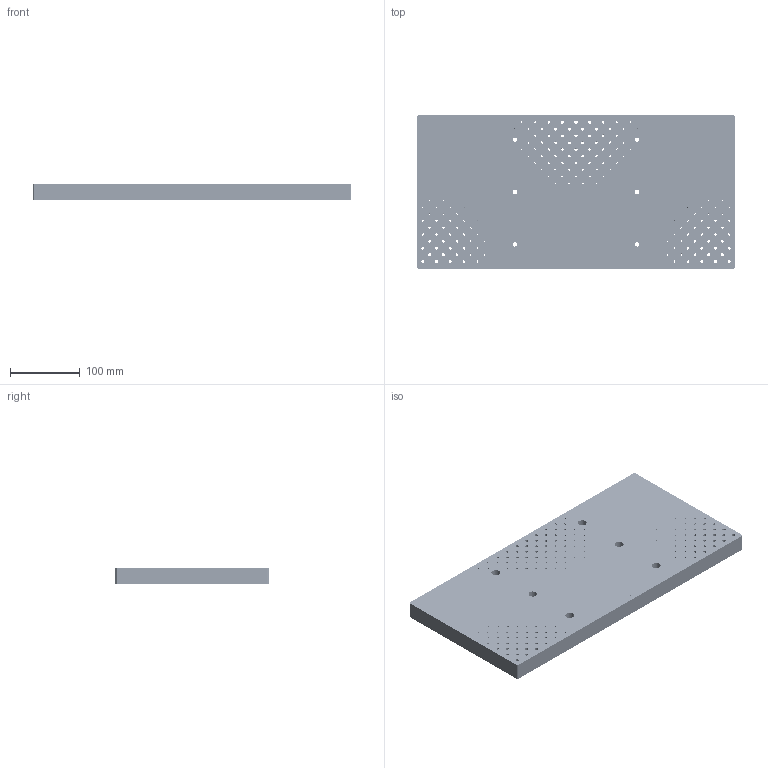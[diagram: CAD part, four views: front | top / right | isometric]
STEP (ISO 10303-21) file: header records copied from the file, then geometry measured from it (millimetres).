
FILE_DESCRIPTION(/* description */ (''),/* implementation_level */ '2;1');
FILE_NAME(/* name */ 'Makerdreams_EVO-ONE_18x9.step',/* time_stamp */ '2022-04-22T13:52:35-04:00',/* author */ (''),/* organization */ (''),/* preprocessor_version */ 'ST-DEVELOPER v18.1',/* originating_system */ 'Autodesk Translation Framework v10.14.0.1471',/* authorisation */ '');
FILE_SCHEMA (('AUTOMOTIVE_DESIGN { 1 0 10303 214 3 1 1 }'));
Length unit declared in the file: inch
Products named in the file (7): Evo-One Plate INCH; Evo-One Plate INCH_1; Evo-One Plate METRIC; Fixture Plate (18x9 stock); SMW v5; Solid; SMW v5 (1)
Assembly tree (6 placements, depth 4):
  Evo-One Plate INCH
    Evo-One Plate INCH_1
    Evo-One Plate METRIC
      Fixture Plate (18x9 stock)
      SMW v5
        Solid
        SMW v5 (1)
Bounding box: 457.2 x 220 x 24.13 mm (x, y, z)
Surface area: 809864.1 mm2
Topology: 2 solids, 2 shells, 1218 faces, 3582 edges, 2388 vertices
Faces by surface type: cylinder 1010, bspline 162, plane 46
Full cylindrical faces by diameter (mm): 5.035 x463, 5.118 x505, 6.5 x12, 12.7 x12
Entity records: 49134 total; most frequent: CARTESIAN_POINT 11959, DIRECTION 7280, ORIENTED_EDGE 7164, EDGE_CURVE 3582, EDGE_LOOP 3198, AXIS2_PLACEMENT_3D 3089, VERTEX_POINT 2388, CIRCLE 2020
